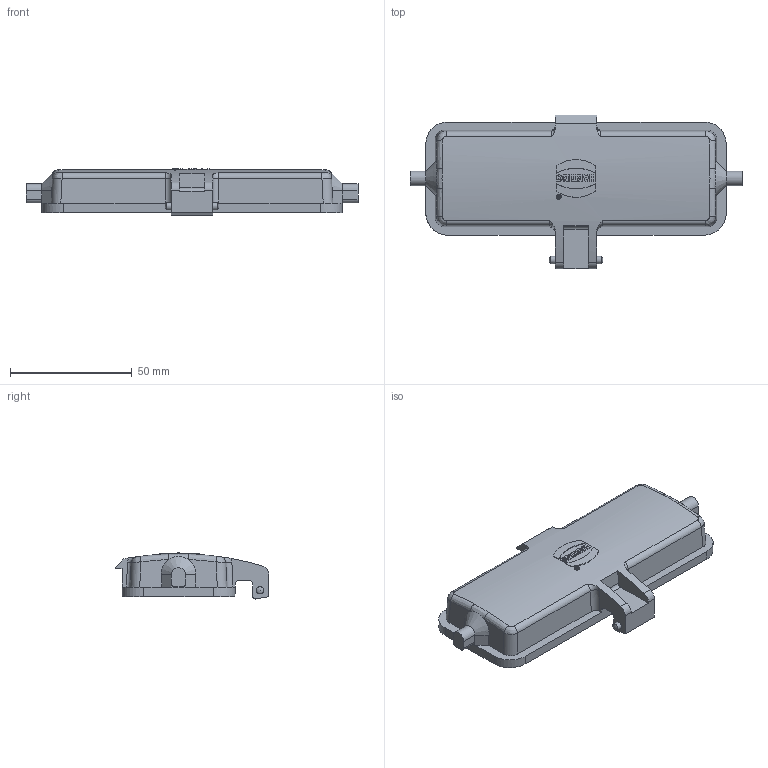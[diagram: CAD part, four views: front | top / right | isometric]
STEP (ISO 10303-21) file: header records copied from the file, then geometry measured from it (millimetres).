
FILE_DESCRIPTION(/* description */ (''),/* implementation_level */ '2;1');
FILE_NAME(/* name */ '100123021ugm000_c.stp',/* time_stamp */ '2019-09-30T16:58:15+02:00',/* author */ (''),/* organization */ (''),/* preprocessor_version */ 'ST-DEVELOPER v16.7',/* originating_system */ 'SIEMENS PLM Software NX 12.0',/* authorisation */ '');
FILE_SCHEMA (('AUTOMOTIVE_DESIGN { 1 0 10303 214 3 1 1 1 }'));
Length unit declared in the file: millimetre
Products named in the file (1): 100123021ugm000_c
Bounding box: 136.4 x 63.1 x 18.9 mm (x, y, z)
Volume: 23404.9 mm3; surface area: 22651 mm2
Topology: 1 solids, 1 shells, 271 faces, 730 edges, 481 vertices
Faces by surface type: plane 120, bspline 80, cylinder 63, torus 4, cone 2, sphere 2
Full cylindrical faces by diameter (mm): 3 x2
Entity records: 12728 total; most frequent: CARTESIAN_POINT 4757, ORIENTED_EDGE 1434, DIRECTION 968, EDGE_CURVE 717, VERTEX_POINT 472, LINE 324, VECTOR 324, AXIS2_PLACEMENT_3D 322
